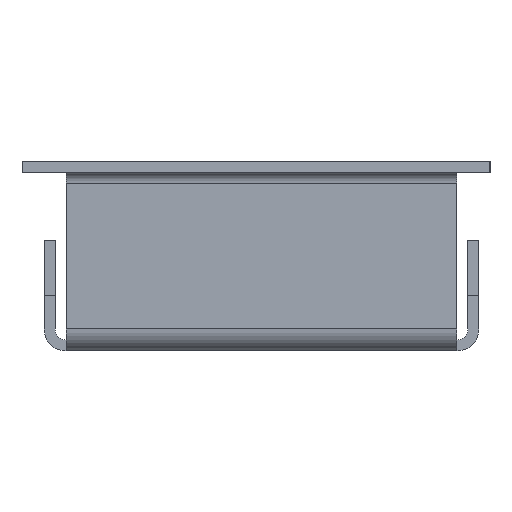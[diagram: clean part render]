
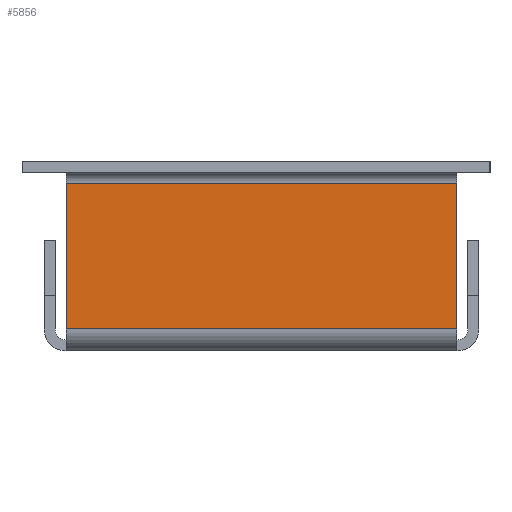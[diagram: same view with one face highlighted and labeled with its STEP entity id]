
A CAD part, left-side view. The second image highlights one B-rep face of the part: STEP entity #5856.
In plain terms, the highlighted planar face has unit normal (-1, 0, 0).
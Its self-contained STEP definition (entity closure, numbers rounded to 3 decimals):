
#2799 = PLANE('',#2800);
#2800 = AXIS2_PLACEMENT_3D('',#2801,#2802,#2803);
#2801 = CARTESIAN_POINT('',(-1.829,77.,12.712));
#2802 = DIRECTION('',(0.,1.,0.));
#2803 = DIRECTION('',(0.,0.,1.));
#2994 = PLANE('',#2995);
#2995 = AXIS2_PLACEMENT_3D('',#2996,#2997,#2998);
#2996 = CARTESIAN_POINT('',(-1.829,6.,12.712));
#2997 = DIRECTION('',(0.,-1.,0.));
#2998 = DIRECTION('',(-1.,0.,0.));
#3170 = CYLINDRICAL_SURFACE('',#3171,4.);
#3171 = AXIS2_PLACEMENT_3D('',#3172,#3173,#3174);
#3172 = CARTESIAN_POINT('',(0.,6.,2.));
#3173 = DIRECTION('',(0.,1.,0.));
#3174 = DIRECTION('',(0.,0.,-1.));
#3708 = VERTEX_POINT('',#3709);
#3709 = CARTESIAN_POINT('',(-4.,6.,28.5));
#3724 = CYLINDRICAL_SURFACE('',#3725,2.);
#3725 = AXIS2_PLACEMENT_3D('',#3726,#3727,#3728);
#3726 = CARTESIAN_POINT('',(-6.,6.,28.5));
#3727 = DIRECTION('',(0.,1.,0.));
#3728 = DIRECTION('',(1.,0.,0.));
#3736 = EDGE_CURVE('',#3737,#3708,#3739,.T.);
#3737 = VERTEX_POINT('',#3738);
#3738 = CARTESIAN_POINT('',(-4.,6.,2.));
#3739 = SURFACE_CURVE('',#3740,(#3744,#3751),.PCURVE_S1.);
#3740 = LINE('',#3741,#3742);
#3741 = CARTESIAN_POINT('',(-4.,6.,2.));
#3742 = VECTOR('',#3743,1.);
#3743 = DIRECTION('',(0.,0.,1.));
#3744 = PCURVE('',#2994,#3745);
#3745 = DEFINITIONAL_REPRESENTATION('',(#3746),#3750);
#3746 = LINE('',#3747,#3748);
#3747 = CARTESIAN_POINT('',(2.171,10.712));
#3748 = VECTOR('',#3749,1.);
#3749 = DIRECTION('',(0.,-1.));
#3750 = ( GEOMETRIC_REPRESENTATION_CONTEXT(2) 
PARAMETRIC_REPRESENTATION_CONTEXT() REPRESENTATION_CONTEXT('2D SPACE',''
  ) );
#3751 = PCURVE('',#3752,#3757);
#3752 = PLANE('',#3753);
#3753 = AXIS2_PLACEMENT_3D('',#3754,#3755,#3756);
#3754 = CARTESIAN_POINT('',(-4.,41.5,15.25));
#3755 = DIRECTION('',(-1.,-0.,0.));
#3756 = DIRECTION('',(0.,0.,1.));
#3757 = DEFINITIONAL_REPRESENTATION('',(#3758),#3762);
#3758 = LINE('',#3759,#3760);
#3759 = CARTESIAN_POINT('',(-13.25,-35.5));
#3760 = VECTOR('',#3761,1.);
#3761 = DIRECTION('',(1.,0.));
#3762 = ( GEOMETRIC_REPRESENTATION_CONTEXT(2) 
PARAMETRIC_REPRESENTATION_CONTEXT() REPRESENTATION_CONTEXT('2D SPACE',''
  ) );
#4252 = VERTEX_POINT('',#4253);
#4253 = CARTESIAN_POINT('',(-4.,77.,2.));
#4275 = EDGE_CURVE('',#4276,#4252,#4278,.T.);
#4276 = VERTEX_POINT('',#4277);
#4277 = CARTESIAN_POINT('',(-4.,77.,28.5));
#4278 = SURFACE_CURVE('',#4279,(#4283,#4290),.PCURVE_S1.);
#4279 = LINE('',#4280,#4281);
#4280 = CARTESIAN_POINT('',(-4.,77.,28.5));
#4281 = VECTOR('',#4282,1.);
#4282 = DIRECTION('',(0.,0.,-1.));
#4283 = PCURVE('',#2799,#4284);
#4284 = DEFINITIONAL_REPRESENTATION('',(#4285),#4289);
#4285 = LINE('',#4286,#4287);
#4286 = CARTESIAN_POINT('',(15.788,-2.171));
#4287 = VECTOR('',#4288,1.);
#4288 = DIRECTION('',(-1.,0.));
#4289 = ( GEOMETRIC_REPRESENTATION_CONTEXT(2) 
PARAMETRIC_REPRESENTATION_CONTEXT() REPRESENTATION_CONTEXT('2D SPACE',''
  ) );
#4290 = PCURVE('',#3752,#4291);
#4291 = DEFINITIONAL_REPRESENTATION('',(#4292),#4296);
#4292 = LINE('',#4293,#4294);
#4293 = CARTESIAN_POINT('',(13.25,35.5));
#4294 = VECTOR('',#4295,1.);
#4295 = DIRECTION('',(-1.,0.));
#4296 = ( GEOMETRIC_REPRESENTATION_CONTEXT(2) 
PARAMETRIC_REPRESENTATION_CONTEXT() REPRESENTATION_CONTEXT('2D SPACE',''
  ) );
#4867 = EDGE_CURVE('',#3737,#4252,#4868,.T.);
#4868 = SURFACE_CURVE('',#4869,(#4873,#4880),.PCURVE_S1.);
#4869 = LINE('',#4870,#4871);
#4870 = CARTESIAN_POINT('',(-4.,6.,2.));
#4871 = VECTOR('',#4872,1.);
#4872 = DIRECTION('',(0.,1.,0.));
#4873 = PCURVE('',#3170,#4874);
#4874 = DEFINITIONAL_REPRESENTATION('',(#4875),#4879);
#4875 = LINE('',#4876,#4877);
#4876 = CARTESIAN_POINT('',(1.571,0.));
#4877 = VECTOR('',#4878,1.);
#4878 = DIRECTION('',(0.,1.));
#4879 = ( GEOMETRIC_REPRESENTATION_CONTEXT(2) 
PARAMETRIC_REPRESENTATION_CONTEXT() REPRESENTATION_CONTEXT('2D SPACE',''
  ) );
#4880 = PCURVE('',#3752,#4881);
#4881 = DEFINITIONAL_REPRESENTATION('',(#4882),#4886);
#4882 = LINE('',#4883,#4884);
#4883 = CARTESIAN_POINT('',(-13.25,-35.5));
#4884 = VECTOR('',#4885,1.);
#4885 = DIRECTION('',(0.,1.));
#4886 = ( GEOMETRIC_REPRESENTATION_CONTEXT(2) 
PARAMETRIC_REPRESENTATION_CONTEXT() REPRESENTATION_CONTEXT('2D SPACE',''
  ) );
#5836 = EDGE_CURVE('',#3708,#4276,#5837,.T.);
#5837 = SURFACE_CURVE('',#5838,(#5842,#5849),.PCURVE_S1.);
#5838 = LINE('',#5839,#5840);
#5839 = CARTESIAN_POINT('',(-4.,6.,28.5));
#5840 = VECTOR('',#5841,1.);
#5841 = DIRECTION('',(0.,1.,0.));
#5842 = PCURVE('',#3724,#5843);
#5843 = DEFINITIONAL_REPRESENTATION('',(#5844),#5848);
#5844 = LINE('',#5845,#5846);
#5845 = CARTESIAN_POINT('',(-0.,0.));
#5846 = VECTOR('',#5847,1.);
#5847 = DIRECTION('',(-0.,1.));
#5848 = ( GEOMETRIC_REPRESENTATION_CONTEXT(2) 
PARAMETRIC_REPRESENTATION_CONTEXT() REPRESENTATION_CONTEXT('2D SPACE',''
  ) );
#5849 = PCURVE('',#3752,#5850);
#5850 = DEFINITIONAL_REPRESENTATION('',(#5851),#5855);
#5851 = LINE('',#5852,#5853);
#5852 = CARTESIAN_POINT('',(13.25,-35.5));
#5853 = VECTOR('',#5854,1.);
#5854 = DIRECTION('',(0.,1.));
#5855 = ( GEOMETRIC_REPRESENTATION_CONTEXT(2) 
PARAMETRIC_REPRESENTATION_CONTEXT() REPRESENTATION_CONTEXT('2D SPACE',''
  ) );
#5856 = ADVANCED_FACE('',(#5857),#3752,.T.);
#5857 = FACE_BOUND('',#5858,.T.);
#5858 = EDGE_LOOP('',(#5859,#5860,#5861,#5862));
#5859 = ORIENTED_EDGE('',*,*,#4867,.F.);
#5860 = ORIENTED_EDGE('',*,*,#3736,.T.);
#5861 = ORIENTED_EDGE('',*,*,#5836,.T.);
#5862 = ORIENTED_EDGE('',*,*,#4275,.T.);
